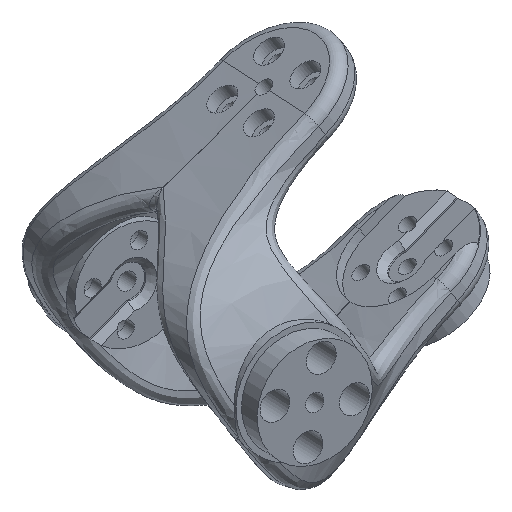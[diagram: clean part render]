
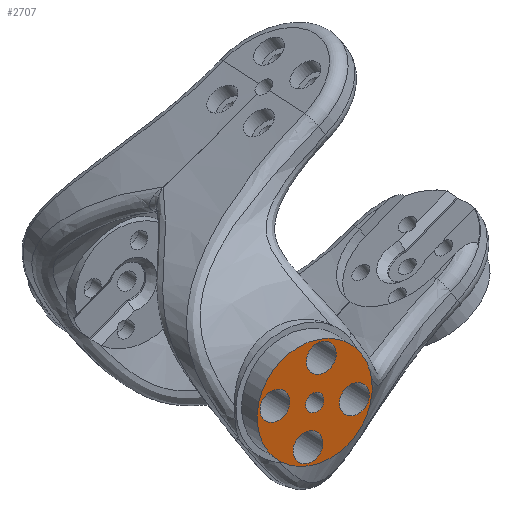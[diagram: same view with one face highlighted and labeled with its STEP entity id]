
A CAD part, front view. The second image highlights one B-rep face of the part: STEP entity #2707.
In plain terms, the highlighted face is planar.
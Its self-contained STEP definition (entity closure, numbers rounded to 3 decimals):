
#29=PLANE('',#3009);
#83=FACE_BOUND('',#479,.T.);
#84=FACE_BOUND('',#480,.T.);
#85=FACE_BOUND('',#481,.T.);
#86=FACE_BOUND('',#482,.T.);
#87=FACE_BOUND('',#483,.T.);
#308=FACE_OUTER_BOUND('',#478,.T.);
#478=EDGE_LOOP('',(#2270));
#479=EDGE_LOOP('',(#2271));
#480=EDGE_LOOP('',(#2272));
#481=EDGE_LOOP('',(#2273));
#482=EDGE_LOOP('',(#2274));
#483=EDGE_LOOP('',(#2275));
#612=CIRCLE('',#2828,2.6);
#614=CIRCLE('',#2831,2.6);
#616=CIRCLE('',#2834,2.6);
#618=CIRCLE('',#2837,2.6);
#637=CIRCLE('',#2870,10.);
#700=CIRCLE('',#2966,1.6);
#1131=VERTEX_POINT('',#4053);
#1133=VERTEX_POINT('',#4059);
#1135=VERTEX_POINT('',#4065);
#1137=VERTEX_POINT('',#4071);
#1183=VERTEX_POINT('',#4673);
#1270=VERTEX_POINT('',#5057);
#1391=EDGE_CURVE('',#1131,#1131,#612,.T.);
#1394=EDGE_CURVE('',#1133,#1133,#614,.T.);
#1397=EDGE_CURVE('',#1135,#1135,#616,.T.);
#1400=EDGE_CURVE('',#1137,#1137,#618,.T.);
#1454=EDGE_CURVE('',#1183,#1183,#637,.T.);
#1560=EDGE_CURVE('',#1270,#1270,#700,.T.);
#2270=ORIENTED_EDGE('',*,*,#1454,.F.);
#2271=ORIENTED_EDGE('',*,*,#1560,.T.);
#2272=ORIENTED_EDGE('',*,*,#1391,.T.);
#2273=ORIENTED_EDGE('',*,*,#1394,.T.);
#2274=ORIENTED_EDGE('',*,*,#1397,.T.);
#2275=ORIENTED_EDGE('',*,*,#1400,.T.);
#2707=ADVANCED_FACE('',(#308,#83,#84,#85,#86,#87),#29,.F.);
#2828=AXIS2_PLACEMENT_3D('',#4054,#3186,#3187);
#2831=AXIS2_PLACEMENT_3D('',#4060,#3193,#3194);
#2834=AXIS2_PLACEMENT_3D('',#4066,#3200,#3201);
#2837=AXIS2_PLACEMENT_3D('',#4072,#3207,#3208);
#2870=AXIS2_PLACEMENT_3D('',#4674,#3286,#3287);
#2966=AXIS2_PLACEMENT_3D('',#5058,#3505,#3506);
#3009=AXIS2_PLACEMENT_3D('',#13884,#3610,#3611);
#3186=DIRECTION('center_axis',(0.,1.,0.));
#3187=DIRECTION('ref_axis',(0.,0.,1.));
#3193=DIRECTION('center_axis',(0.,1.,0.));
#3194=DIRECTION('ref_axis',(0.,0.,1.));
#3200=DIRECTION('center_axis',(0.,1.,0.));
#3201=DIRECTION('ref_axis',(0.,0.,1.));
#3207=DIRECTION('center_axis',(0.,1.,0.));
#3208=DIRECTION('ref_axis',(0.,0.,1.));
#3286=DIRECTION('center_axis',(0.,1.,0.));
#3287=DIRECTION('ref_axis',(0.,0.,1.));
#3505=DIRECTION('center_axis',(0.,1.,0.));
#3506=DIRECTION('ref_axis',(0.,0.,1.));
#3610=DIRECTION('center_axis',(0.,1.,0.));
#3611=DIRECTION('ref_axis',(0.,0.,1.));
#4053=CARTESIAN_POINT('',(-4.95,-31.2,-7.55));
#4054=CARTESIAN_POINT('Origin',(-4.95,-31.2,-4.95));
#4059=CARTESIAN_POINT('',(-4.95,-31.2,2.35));
#4060=CARTESIAN_POINT('Origin',(-4.95,-31.2,4.95));
#4065=CARTESIAN_POINT('',(4.95,-31.2,2.35));
#4066=CARTESIAN_POINT('Origin',(4.95,-31.2,4.95));
#4071=CARTESIAN_POINT('',(4.95,-31.2,-7.55));
#4072=CARTESIAN_POINT('Origin',(4.95,-31.2,-4.95));
#4673=CARTESIAN_POINT('',(0.,-31.2,10.));
#4674=CARTESIAN_POINT('Origin',(0.,-31.2,0.));
#5057=CARTESIAN_POINT('',(0.,-31.2,-1.6));
#5058=CARTESIAN_POINT('Origin',(0.,-31.2,0.));
#13884=CARTESIAN_POINT('Origin',(0.,-31.2,0.));
